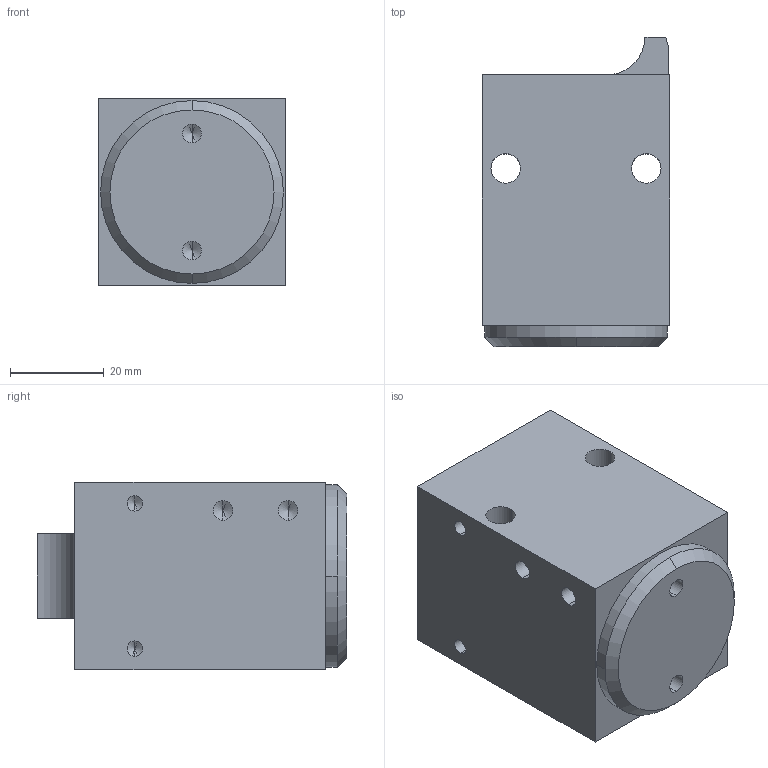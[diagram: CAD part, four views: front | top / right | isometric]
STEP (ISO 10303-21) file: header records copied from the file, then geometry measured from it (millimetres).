
FILE_DESCRIPTION (( 'STEP AP203' ), '1' );
FILE_NAME ('D0140-DW-H_Vereinzeler_ohne_Dämpfung~1.STEP', '2008-12-17T09:11:05', ( '' ), ( '' ), 'SwSTEP 2.0', 'SolidWorks 2007', '' );
FILE_SCHEMA (( 'CONFIG_CONTROL_DESIGN' ));
Length unit declared in the file: millimetre
Products named in the file (1): D0140-DW-H_Vereinzeler_ohne_Dämpfung~1
Bounding box: 40 x 66 x 40 mm (x, y, z)
Volume: 85954.4 mm3; surface area: 17357.7 mm2
Topology: 1 solids, 1 shells, 69 faces, 173 edges, 98 vertices
Faces by surface type: cylinder 30, cone 22, plane 17
Entity records: 2000 total; most frequent: DIRECTION 357, CARTESIAN_POINT 321, ORIENTED_EDGE 306, EDGE_CURVE 153, AXIS2_PLACEMENT_3D 134, VERTEX_POINT 98, VECTOR 89, LINE 89
